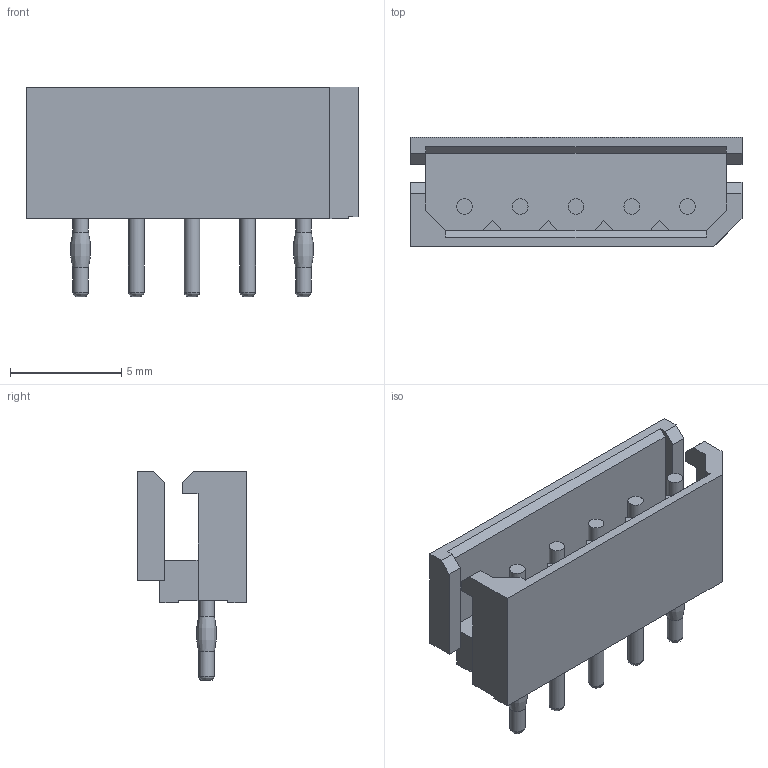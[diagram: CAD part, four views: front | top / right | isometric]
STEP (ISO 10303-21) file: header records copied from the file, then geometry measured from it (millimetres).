
FILE_DESCRIPTION(('FreeCAD Model'),'2;1');
FILE_NAME('Open CASCADE Shape Model','2024-03-28T15:09:29',(''),(''), 'Open CASCADE STEP processor 7.6','FreeCAD','Unknown');
FILE_SCHEMA(('AUTOMOTIVE_DESIGN { 1 0 10303 214 1 1 1 1 }'));
Length unit declared in the file: millimetre
Products named in the file (1): 99990989wbm000_01
Bounding box: 14.9 x 4.9 x 9.4 mm (x, y, z)
Volume: 228 mm3; surface area: 573.5 mm2
Topology: 1 solids, 1 shells, 84 faces, 213 edges, 141 vertices
Faces by surface type: plane 65, cylinder 12, bspline 7
Full cylindrical faces by diameter (mm): 0.7 x12
Entity records: 2685 total; most frequent: CARTESIAN_POINT 661, ORIENTED_EDGE 426, DIRECTION 391, EDGE_CURVE 213, LINE 153, VECTOR 153, VERTEX_POINT 141, AXIS2_PLACEMENT_3D 119
